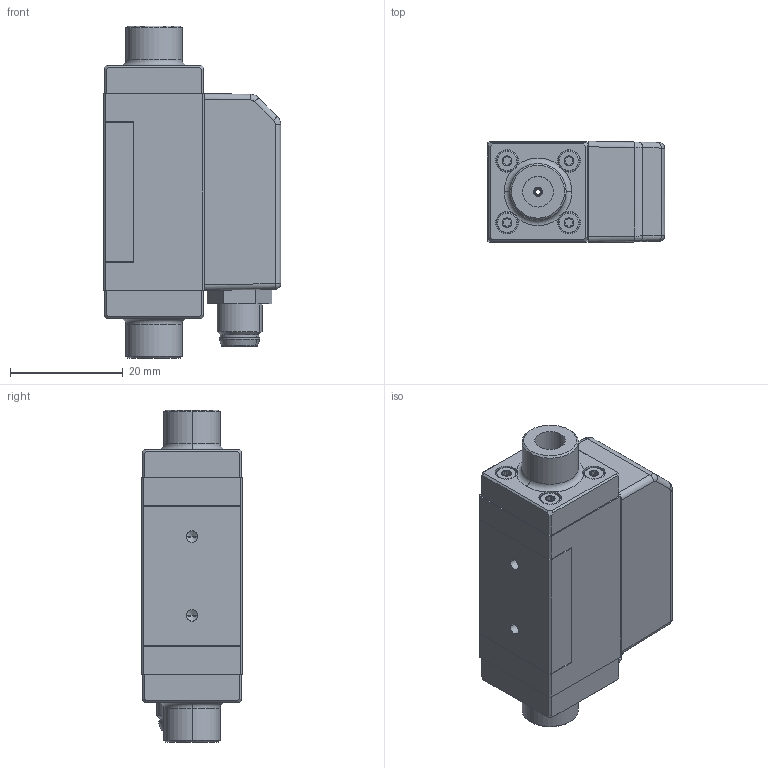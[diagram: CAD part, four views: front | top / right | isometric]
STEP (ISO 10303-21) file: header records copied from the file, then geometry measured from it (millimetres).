
FILE_DESCRIPTION (( 'STEP AP203' ), '1' );
FILE_NAME ('111756-_Publikationsmodell SLS 1500.step', '2015-02-09T15:23:49', ( 'IT' ), ( '' ), 'SwSTEP 2.0', 'SolidWorks 2013', '' );
FILE_SCHEMA (( 'CONFIG_CONTROL_DESIGN' ));
Length unit declared in the file: millimetre
Products named in the file (1): 111756-_Publikationsmodell SLS 1500
Bounding box: 31.5 x 18 x 59 mm (x, y, z)
Volume: 15400 mm3; surface area: 15660.5 mm2
Topology: 25 solids, 25 shells, 1126 faces, 2766 edges, 1727 vertices
Faces by surface type: plane 479, cylinder 398, cone 169, torus 42, bspline 28, sphere 10
Entity records: 33886 total; most frequent: CARTESIAN_POINT 7366, DIRECTION 5533, ORIENTED_EDGE 5460, EDGE_CURVE 2730, AXIS2_PLACEMENT_3D 2010, VERTEX_POINT 1727, VECTOR 1513, LINE 1513
